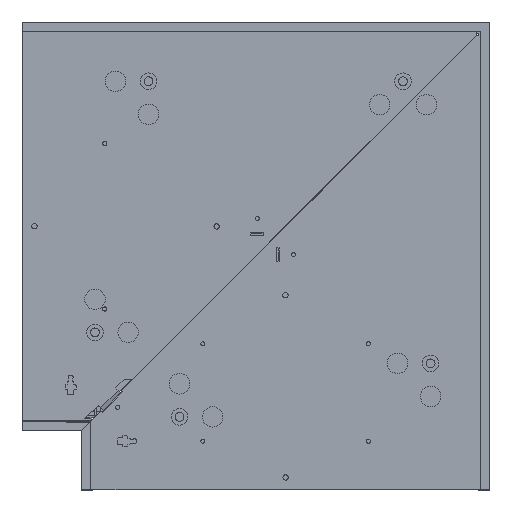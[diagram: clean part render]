
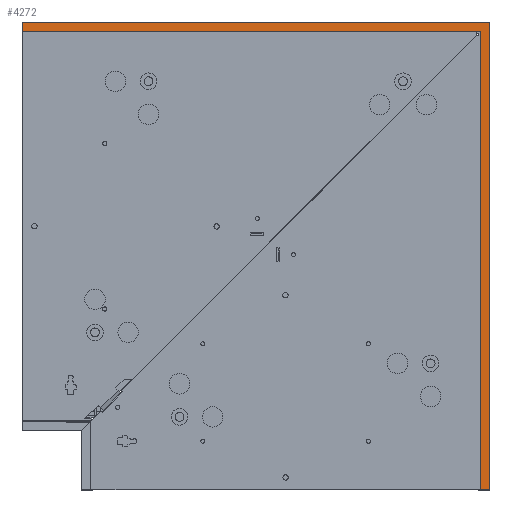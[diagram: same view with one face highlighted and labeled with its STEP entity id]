
A CAD part, top view. The second image highlights one B-rep face of the part: STEP entity #4272.
In plain terms, the highlighted planar face has unit normal (0, 0, 1).
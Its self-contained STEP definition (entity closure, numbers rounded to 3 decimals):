
#11 = EDGE_CURVE ( 'NONE', #9436, #35001, #15734, .T. ) ;
#107 = FACE_OUTER_BOUND ( 'NONE', #33048, .T. ) ;
#316 = CARTESIAN_POINT ( 'NONE',  ( 0., -468.88, -63.62 ) ) ;
#483 = EDGE_CURVE ( 'NONE', #40188, #34961, #13111, .T. ) ;
#557 = CARTESIAN_POINT ( 'NONE',  ( -2.6, 12., -63.62 ) ) ;
#2891 = CARTESIAN_POINT ( 'NONE',  ( -470.88, 2., -63.62 ) ) ;
#3432 = VECTOR ( 'NONE', #11159, 1000. ) ;
#3852 = CARTESIAN_POINT ( 'NONE',  ( -470.88, 12., -63.62 ) ) ;
#3874 = DIRECTION ( 'NONE',  ( -1., 0., 0. ) ) ;
#4272 = ADVANCED_FACE ( 'NONE', ( #107 ), #25940, .T. ) ;
#4946 = LINE ( 'NONE', #7868, #3432 ) ;
#5560 = ORIENTED_EDGE ( 'NONE', *, *, #40241, .F. ) ;
#7868 = CARTESIAN_POINT ( 'NONE',  ( -470.88, 2.6, -63.62 ) ) ;
#8149 = CARTESIAN_POINT ( 'NONE',  ( -470.88, 12., -63.62 ) ) ;
#8576 = DIRECTION ( 'NONE',  ( 0., -1., 0. ) ) ;
#9436 = VERTEX_POINT ( 'NONE', #16701 ) ;
#10310 = DIRECTION ( 'NONE',  ( 1., 0., 0. ) ) ;
#10325 = CARTESIAN_POINT ( 'NONE',  ( 10., -468.88, -63.62 ) ) ;
#10442 = CARTESIAN_POINT ( 'NONE',  ( 0., -468.88, -63.62 ) ) ;
#10561 = AXIS2_PLACEMENT_3D ( 'NONE', #38949, #32650, #13143 ) ;
#11159 = DIRECTION ( 'NONE',  ( 0., -1., 0. ) ) ;
#11338 = DIRECTION ( 'NONE',  ( -1., 0., 0. ) ) ;
#12618 = ORIENTED_EDGE ( 'NONE', *, *, #11, .F. ) ;
#13022 = VERTEX_POINT ( 'NONE', #2891 ) ;
#13111 = LINE ( 'NONE', #557, #27918 ) ;
#13143 = DIRECTION ( 'NONE',  ( 0., -1., 0. ) ) ;
#13462 = EDGE_CURVE ( 'NONE', #15677, #9436, #25590, .T. ) ;
#14226 = ORIENTED_EDGE ( 'NONE', *, *, #15881, .T. ) ;
#15677 = VERTEX_POINT ( 'NONE', #10325 ) ;
#15734 = LINE ( 'NONE', #17474, #35103 ) ;
#15881 = EDGE_CURVE ( 'NONE', #40678, #13022, #4946, .T. ) ;
#16004 = ORIENTED_EDGE ( 'NONE', *, *, #33216, .F. ) ;
#16424 = LINE ( 'NONE', #19744, #34766 ) ;
#16701 = CARTESIAN_POINT ( 'NONE',  ( 0.6, -468.88, -63.62 ) ) ;
#17474 = CARTESIAN_POINT ( 'NONE',  ( 0., -468.88, -63.62 ) ) ;
#18141 = ORIENTED_EDGE ( 'NONE', *, *, #39927, .F. ) ;
#19335 = VECTOR ( 'NONE', #36287, 1000. ) ;
#19418 = VERTEX_POINT ( 'NONE', #40734 ) ;
#19744 = CARTESIAN_POINT ( 'NONE',  ( 0., 0., -63.62 ) ) ;
#20847 = EDGE_CURVE ( 'NONE', #40678, #40188, #20874, .T. ) ;
#20874 = LINE ( 'NONE', #3852, #19335 ) ;
#22521 = VECTOR ( 'NONE', #8576, 1000. ) ;
#22883 = DIRECTION ( 'NONE',  ( 0., 1., 0. ) ) ;
#22933 = ORIENTED_EDGE ( 'NONE', *, *, #20847, .F. ) ;
#25114 = VECTOR ( 'NONE', #40387, 1000. ) ;
#25267 = ORIENTED_EDGE ( 'NONE', *, *, #13462, .F. ) ;
#25590 = LINE ( 'NONE', #316, #26077 ) ;
#25940 = PLANE ( 'NONE',  #10561 ) ;
#26040 = LINE ( 'NONE', #31230, #22521 ) ;
#26077 = VECTOR ( 'NONE', #3874, 1000. ) ;
#27918 = VECTOR ( 'NONE', #10310, 1000. ) ;
#30230 = CARTESIAN_POINT ( 'NONE',  ( -470.88, 2.6, -63.62 ) ) ;
#31230 = CARTESIAN_POINT ( 'NONE',  ( 10., -468.88, -63.62 ) ) ;
#32650 = DIRECTION ( 'NONE',  ( 0., 0., 1. ) ) ;
#33048 = EDGE_LOOP ( 'NONE', ( #16004, #18141, #12618, #25267, #5560, #37468, #22933, #14226 ) ) ;
#33080 = CARTESIAN_POINT ( 'NONE',  ( 10., 12., -63.62 ) ) ;
#33216 = EDGE_CURVE ( 'NONE', #19418, #13022, #33784, .T. ) ;
#33784 = LINE ( 'NONE', #36798, #25114 ) ;
#34766 = VECTOR ( 'NONE', #22883, 1000. ) ;
#34961 = VERTEX_POINT ( 'NONE', #33080 ) ;
#35001 = VERTEX_POINT ( 'NONE', #10442 ) ;
#35103 = VECTOR ( 'NONE', #11338, 1000. ) ;
#36287 = DIRECTION ( 'NONE',  ( 0., 1., 0. ) ) ;
#36798 = CARTESIAN_POINT ( 'NONE',  ( 0., 2., -63.62 ) ) ;
#37468 = ORIENTED_EDGE ( 'NONE', *, *, #483, .F. ) ;
#38949 = CARTESIAN_POINT ( 'NONE',  ( 0., 0., -63.62 ) ) ;
#39927 = EDGE_CURVE ( 'NONE', #35001, #19418, #16424, .T. ) ;
#40188 = VERTEX_POINT ( 'NONE', #8149 ) ;
#40241 = EDGE_CURVE ( 'NONE', #34961, #15677, #26040, .T. ) ;
#40387 = DIRECTION ( 'NONE',  ( -1., 0., 0. ) ) ;
#40678 = VERTEX_POINT ( 'NONE', #30230 ) ;
#40734 = CARTESIAN_POINT ( 'NONE',  ( 0., 2., -63.62 ) ) ;
